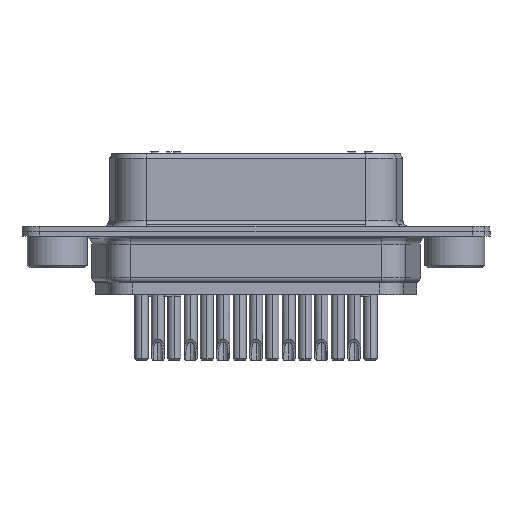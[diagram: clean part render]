
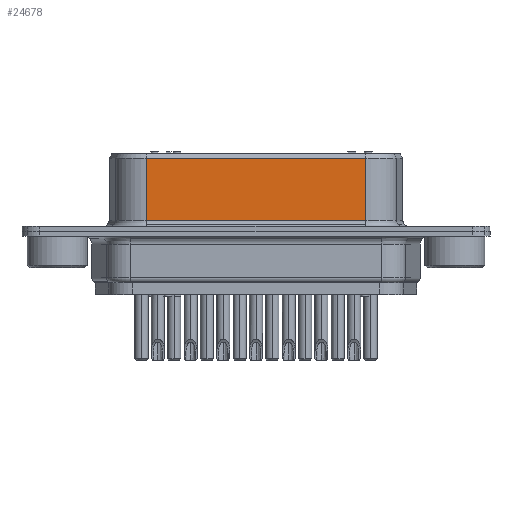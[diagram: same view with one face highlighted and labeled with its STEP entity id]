
A CAD part, front view. The second image highlights one B-rep face of the part: STEP entity #24678.
In plain terms, the highlighted planar face has unit normal (0, -1, 0).
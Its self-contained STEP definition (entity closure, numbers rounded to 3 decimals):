
#24324=CARTESIAN_POINT('',(-9.206,-4.,-6.1));
#24325=VERTEX_POINT('',#24324);
#24342=CARTESIAN_POINT('',(9.206,-4.,-6.1));
#24343=VERTEX_POINT('',#24342);
#24350=CARTESIAN_POINT('',(9.206,-4.,-6.1));
#24351=DIRECTION('',(-1.0,0.0,0.0));
#24352=VECTOR('',#24351,18.413);
#24353=LINE('',#24350,#24352);
#24354=EDGE_CURVE('',#24343,#24325,#24353,.T.);
#24636=CARTESIAN_POINT('',(-9.206,-4.,-0.9));
#24637=VERTEX_POINT('',#24636);
#24638=CARTESIAN_POINT('',(-9.206,-4.,-0.9));
#24639=DIRECTION('',(0.0,0.0,-1.0));
#24640=VECTOR('',#24639,5.2);
#24641=LINE('',#24638,#24640);
#24642=EDGE_CURVE('',#24637,#24325,#24641,.T.);
#24655=CARTESIAN_POINT('',(0.0,-4.0,0.0));
#24656=DIRECTION('',(0.0,-1.0,0.0));
#24657=DIRECTION('',(0.0,0.0,-1.0));
#24658=AXIS2_PLACEMENT_3D('',#24655,#24656,#24657);
#24659=PLANE('',#24658);
#24660=ORIENTED_EDGE('',*,*,#24354,.F.);
#24661=CARTESIAN_POINT('',(9.206,-4.,-0.9));
#24662=VERTEX_POINT('',#24661);
#24663=CARTESIAN_POINT('',(9.206,-4.,-0.9));
#24664=DIRECTION('',(0.0,0.0,-1.0));
#24665=VECTOR('',#24664,5.2);
#24666=LINE('',#24663,#24665);
#24667=EDGE_CURVE('',#24662,#24343,#24666,.T.);
#24668=ORIENTED_EDGE('',*,*,#24667,.F.);
#24669=CARTESIAN_POINT('',(-9.206,-4.,-0.9));
#24670=DIRECTION('',(1.0,0.0,0.0));
#24671=VECTOR('',#24670,18.413);
#24672=LINE('',#24669,#24671);
#24673=EDGE_CURVE('',#24637,#24662,#24672,.T.);
#24674=ORIENTED_EDGE('',*,*,#24673,.F.);
#24675=ORIENTED_EDGE('',*,*,#24642,.T.);
#24676=EDGE_LOOP('',(#24660,#24668,#24674,#24675));
#24677=FACE_OUTER_BOUND('',#24676,.T.);
#24678=ADVANCED_FACE('',(#24677),#24659,.T.);
